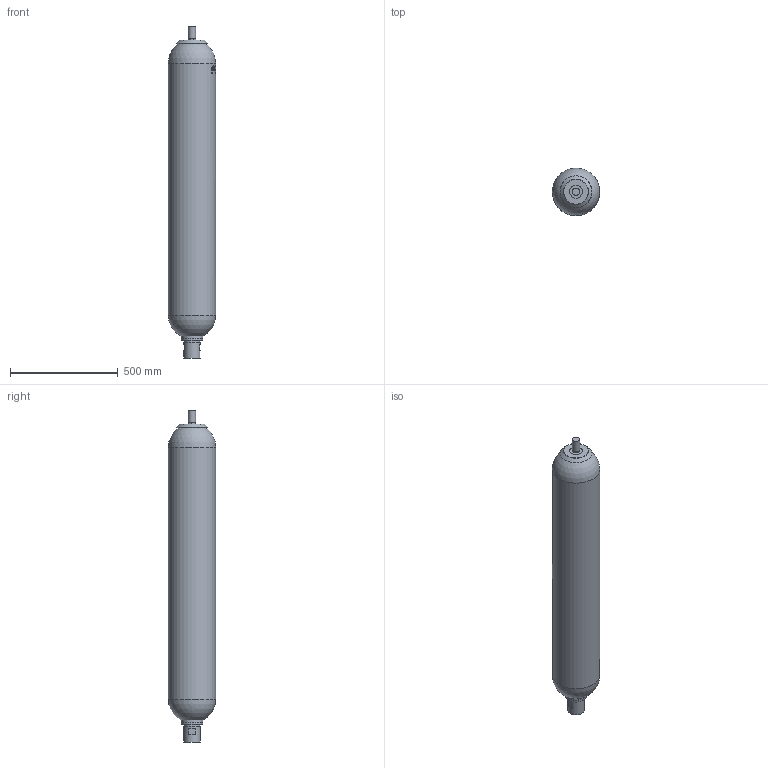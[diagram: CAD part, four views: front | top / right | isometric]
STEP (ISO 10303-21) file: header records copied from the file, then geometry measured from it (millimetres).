
FILE_DESCRIPTION(/* description */ ('Unknown'),/* implementation_level */ '2;1');
FILE_NAME(/* name */ 'EHV_42-330_111123',/* time_stamp */ '2018-08-16T13:56:39+02:00',/* author */ ('Unknown'),/* organization */ ('Unknown'),/* preprocessor_version */ 'ST-DEVELOPER v16.7',/* originating_system */ 'DEX',/* authorisation */ $);
FILE_SCHEMA (('AUTOMOTIVE_DESIGN {1 0 10303 214 3 1 1}'));
Length unit declared in the file: millimetre
Products named in the file (1): 1
Bounding box: 219.1 x 219.1 x 1537.2 mm (x, y, z)
Volume: 49872801.9 mm3; surface area: 1033773.1 mm2
Topology: 1 solids, 1 shells, 222 faces, 519 edges, 335 vertices
Faces by surface type: plane 143, cylinder 36, bspline 22, cone 13, torus 6, sphere 2
Full cylindrical faces by diameter (mm): 12 x1, 13.5 x1, 18 x1, 33.6 x1, 54 x1, 56.656 x1, 60 x1, 76 x1, 78 x1, 98.977 x1, 100.7 x1, 219.1 x1
Entity records: 10290 total; most frequent: CARTESIAN_POINT 3708, DIRECTION 1072, ORIENTED_EDGE 972, EDGE_CURVE 486, AXIS2_PLACEMENT_3D 441, VERTEX_POINT 332, EDGE_LOOP 288, FACE_BOUND 288
